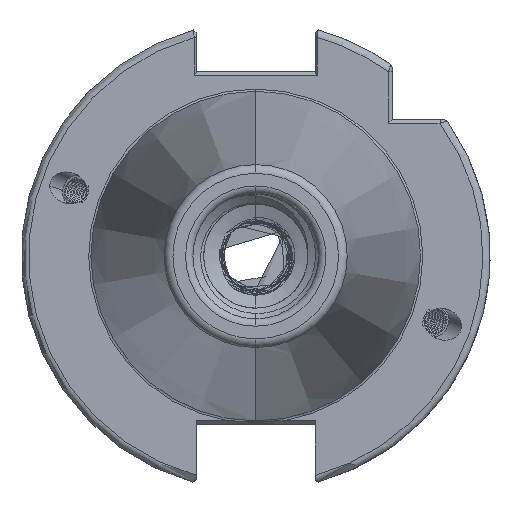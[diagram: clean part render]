
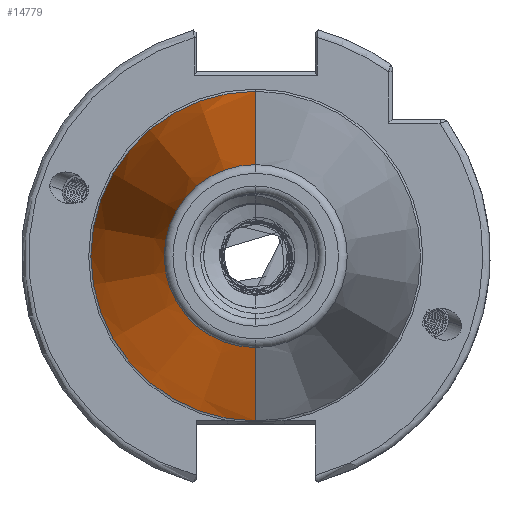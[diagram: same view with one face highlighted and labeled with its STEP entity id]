
A CAD part, left-side view. The second image highlights one B-rep face of the part: STEP entity #14779.
In plain terms, the highlighted conical face has half-angle 8.297 degrees and reference radius 22.692 mm.
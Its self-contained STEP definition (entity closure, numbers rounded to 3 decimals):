
#777 = CIRCLE ( 'NONE', #16819, 12.4 ) ;
#1629 = FACE_OUTER_BOUND ( 'NONE', #6762, .T. ) ;
#1822 = CONICAL_SURFACE ( 'NONE', #16356, 22.692, 0.145 ) ;
#2708 = DIRECTION ( 'NONE',  ( 0.99, 0., -0.144 ) ) ;
#2713 = CARTESIAN_POINT ( 'NONE',  ( 0., 0., -22.692 ) ) ;
#2740 = DIRECTION ( 'NONE',  ( 1., 0., 0. ) ) ;
#2742 = CARTESIAN_POINT ( 'NONE',  ( -2.5, 0., 0. ) ) ;
#2763 = DIRECTION ( 'NONE',  ( 0., 0., -1. ) ) ;
#6398 = CARTESIAN_POINT ( 'NONE',  ( -70.573, 0., 12.4 ) ) ;
#6405 = CARTESIAN_POINT ( 'NONE',  ( -2.5, 0., 22.327 ) ) ;
#6435 = CARTESIAN_POINT ( 'NONE',  ( -2.5, 0., -22.327 ) ) ;
#6465 = CARTESIAN_POINT ( 'NONE',  ( -70.573, 0., -12.4 ) ) ;
#6762 = EDGE_LOOP ( 'NONE', ( #9385, #9386, #9398, #9389 ) ) ;
#7158 = LINE ( 'NONE', #18735, #7173 ) ;
#7168 = CIRCLE ( 'NONE', #16820, 22.327 ) ;
#7173 = VECTOR ( 'NONE', #18720, 1000. ) ;
#7174 = VECTOR ( 'NONE', #2708, 1000. ) ;
#7180 = LINE ( 'NONE', #2713, #7174 ) ;
#9385 = ORIENTED_EDGE ( 'NONE', *, *, #10218, .T. ) ;
#9386 = ORIENTED_EDGE ( 'NONE', *, *, #10080, .T. ) ;
#9389 = ORIENTED_EDGE ( 'NONE', *, *, #10103, .F. ) ;
#9398 = ORIENTED_EDGE ( 'NONE', *, *, #10102, .F. ) ;
#9569 = DIRECTION ( 'NONE',  ( 0., 0., 1. ) ) ;
#9576 = DIRECTION ( 'NONE',  ( 1., 0., 0. ) ) ;
#9594 = CARTESIAN_POINT ( 'NONE',  ( -70.573, 0., 0. ) ) ;
#10080 = EDGE_CURVE ( 'NONE', #18338, #18379, #7158, .T. ) ;
#10102 = EDGE_CURVE ( 'NONE', #18387, #18379, #7168, .T. ) ;
#10103 = EDGE_CURVE ( 'NONE', #18370, #18387, #7180, .T. ) ;
#10218 = EDGE_CURVE ( 'NONE', #18370, #18338, #777, .T. ) ;
#14779 = ADVANCED_FACE ( 'NONE', ( #1629 ), #1822, .T. ) ;
#15440 = CARTESIAN_POINT ( 'NONE',  ( 0., 0., 0. ) ) ;
#15454 = DIRECTION ( 'NONE',  ( 1., 0., 0. ) ) ;
#15469 = DIRECTION ( 'NONE',  ( 0., 0., -1. ) ) ;
#16356 = AXIS2_PLACEMENT_3D ( 'NONE', #15440, #15454, #15469 ) ;
#16819 = AXIS2_PLACEMENT_3D ( 'NONE', #9594, #9576, #9569 ) ;
#16820 = AXIS2_PLACEMENT_3D ( 'NONE', #2742, #2740, #2763 ) ;
#18338 = VERTEX_POINT ( 'NONE', #6398 ) ;
#18370 = VERTEX_POINT ( 'NONE', #6465 ) ;
#18379 = VERTEX_POINT ( 'NONE', #6405 ) ;
#18387 = VERTEX_POINT ( 'NONE', #6435 ) ;
#18720 = DIRECTION ( 'NONE',  ( 0.99, 0., 0.144 ) ) ;
#18735 = CARTESIAN_POINT ( 'NONE',  ( 0., 0., 22.692 ) ) ;
